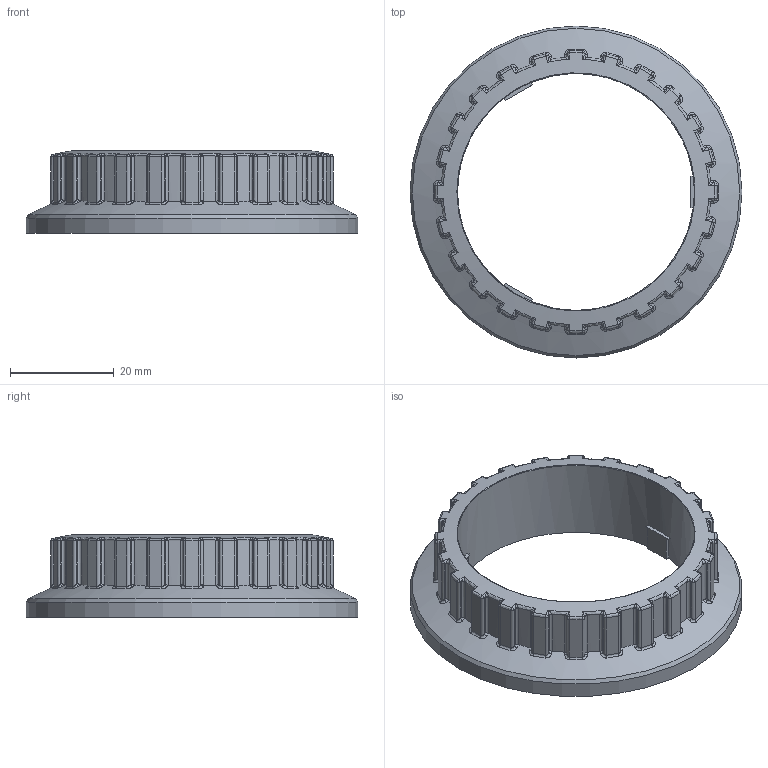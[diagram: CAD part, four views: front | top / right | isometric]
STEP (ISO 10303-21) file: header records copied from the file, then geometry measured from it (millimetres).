
FILE_DESCRIPTION(/* description */ (''),/* implementation_level */ '2;1');
FILE_NAME(/* name */ 'Knob.step',/* time_stamp */ '2023-07-16T09:33:18+01:00',/* author */ (''),/* organization */ (''),/* preprocessor_version */ 'ST-DEVELOPER v19.2',/* originating_system */ 'Autodesk Translation Framework v12.6.0.85',/* authorisation */ '');
FILE_SCHEMA (('AUTOMOTIVE_DESIGN { 1 0 10303 214 3 1 1 }'));
Length unit declared in the file: millimetre
Products named in the file (1): Knob
Bounding box: 64 x 64 x 15.92 mm (x, y, z)
Volume: 13716.5 mm3; surface area: 8107.5 mm2
Topology: 1 solids, 1 shells, 577 faces, 1390 edges, 766 vertices
Faces by surface type: bspline 288, cylinder 122, plane 91, sphere 48, torus 25, cone 3
Full cylindrical faces by diameter (mm): 45.7 x1, 64 x1
Entity records: 23226 total; most frequent: CARTESIAN_POINT 12110, ORIENTED_EDGE 2684, DIRECTION 1677, EDGE_CURVE 1342, VERTEX_POINT 766, AXIS2_PLACEMENT_3D 719, B_SPLINE_CURVE_WITH_KNOTS 674, EDGE_LOOP 578
